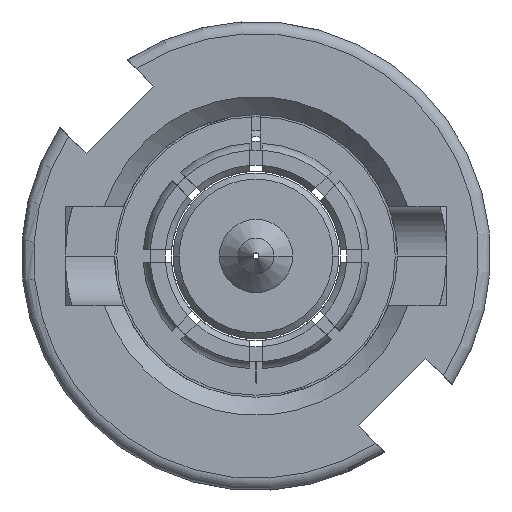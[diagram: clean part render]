
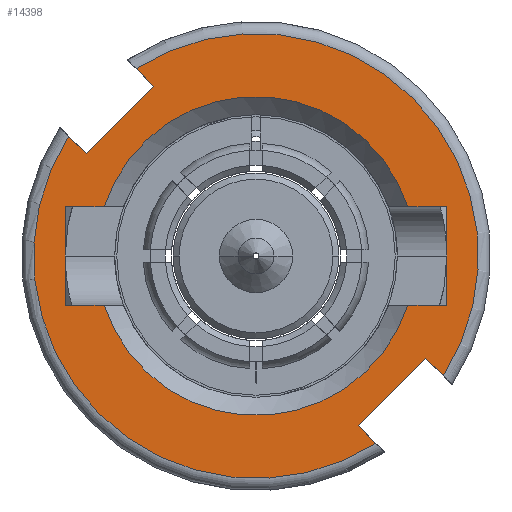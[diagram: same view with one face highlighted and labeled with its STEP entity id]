
A CAD part, left-side view. The second image highlights one B-rep face of the part: STEP entity #14398.
In plain terms, the highlighted planar face has unit normal (-1, 0, 0).
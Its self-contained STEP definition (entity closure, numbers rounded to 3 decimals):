
#3055=CARTESIAN_POINT('',(-13.15,0.,0.));
#3056=DIRECTION('',(1.,0.,0.));
#3057=DIRECTION('',(0.,-0.952,-0.307));
#3058=AXIS2_PLACEMENT_3D('',#3055,#3056,#3057);
#3060=DIRECTION('',(0.,0.,-1.));
#3061=VECTOR('',#3060,1.62);
#3062=CARTESIAN_POINT('',(-13.15,-3.15,0.81));
#3063=LINE('',#3062,#3061);
#3064=CARTESIAN_POINT('',(-13.15,0.,0.));
#3065=DIRECTION('',(1.,0.,0.));
#3066=DIRECTION('',(0.,0.952,0.307));
#3067=AXIS2_PLACEMENT_3D('',#3064,#3065,#3066);
#3069=DIRECTION('',(0.,0.,1.));
#3070=VECTOR('',#3069,1.62);
#3071=CARTESIAN_POINT('',(-13.15,3.15,-0.81));
#3072=LINE('',#3071,#3070);
#3073=DIRECTION('',(0.,0.707,0.707));
#3074=VECTOR('',#3073,0.414);
#3075=CARTESIAN_POINT('',(-13.15,-3.096,-1.979));
#3076=LINE('',#3075,#3074);
#3077=DIRECTION('',(0.,0.707,-0.707));
#3078=VECTOR('',#3077,1.58);
#3079=CARTESIAN_POINT('',(-13.15,-2.804,-1.686));
#3080=LINE('',#3079,#3078);
#3081=DIRECTION('',(0.,-0.707,-0.707));
#3082=VECTOR('',#3081,0.414);
#3083=CARTESIAN_POINT('',(-13.15,-1.686,-2.804));
#3084=LINE('',#3083,#3082);
#3085=DIRECTION('',(0.,-0.707,-0.707));
#3086=VECTOR('',#3085,0.414);
#3087=CARTESIAN_POINT('',(-13.15,3.096,1.979));
#3088=LINE('',#3087,#3086);
#3089=DIRECTION('',(0.,-0.707,0.707));
#3090=VECTOR('',#3089,1.58);
#3091=CARTESIAN_POINT('',(-13.15,2.804,1.686));
#3092=LINE('',#3091,#3090);
#3093=DIRECTION('',(0.,0.707,0.707));
#3094=VECTOR('',#3093,0.414);
#3095=CARTESIAN_POINT('',(-13.15,1.686,2.804));
#3096=LINE('',#3095,#3094);
#3097=CARTESIAN_POINT('',(-13.15,2.507,
-0.81));
#3103=DIRECTION('',(0.,1.,0.));
#3104=VECTOR('',#3103,0.643);
#3105=CARTESIAN_POINT('',(-13.15,2.507,
-0.81));
#3106=LINE('',#3105,#3104);
#3115=CARTESIAN_POINT('',(-13.15,-2.507,
-0.81));
#3125=DIRECTION('',(0.,1.,0.));
#3126=VECTOR('',#3125,0.643);
#3127=CARTESIAN_POINT('',(-13.15,-3.15,-0.81));
#3128=LINE('',#3127,#3126);
#3133=CARTESIAN_POINT('',(-13.15,-2.507,
0.81));
#3139=DIRECTION('',(0.,-1.,0.));
#3140=VECTOR('',#3139,0.643);
#3141=CARTESIAN_POINT('',(-13.15,-2.507,
0.81));
#3142=LINE('',#3141,#3140);
#3151=CARTESIAN_POINT('',(-13.15,2.507,
0.81));
#3161=DIRECTION('',(0.,-1.,0.));
#3162=VECTOR('',#3161,0.643);
#3163=CARTESIAN_POINT('',(-13.15,3.15,0.81));
#3164=LINE('',#3163,#3162);
#9004=CARTESIAN_POINT('',(-13.15,0.,0.));
#9005=DIRECTION('',(-1.,0.,0.));
#9006=DIRECTION('',(0.,0.843,0.539));
#9007=AXIS2_PLACEMENT_3D('',#9004,#9005,#9006);
#9052=CARTESIAN_POINT('',(-13.15,0.,0.));
#9053=DIRECTION('',(-1.,0.,0.));
#9054=DIRECTION('',(0.,-0.843,-0.539));
#9055=AXIS2_PLACEMENT_3D('',#9052,#9053,#9054);
#12587=VERTEX_POINT('',#3097);
#12591=VERTEX_POINT('',#3115);
#12592=VERTEX_POINT('',#3133);
#12596=VERTEX_POINT('',#3151);
#12637=CARTESIAN_POINT('',(-13.15,-2.804,-1.686));
#12639=VERTEX_POINT('',#12637);
#12641=CARTESIAN_POINT('',(-13.15,-1.686,-2.804));
#12643=VERTEX_POINT('',#12641);
#12645=CARTESIAN_POINT('',(-13.15,2.804,1.686));
#12647=VERTEX_POINT('',#12645);
#12649=CARTESIAN_POINT('',(-13.15,1.686,2.804));
#12651=VERTEX_POINT('',#12649);
#12657=CARTESIAN_POINT('',(-13.15,-3.096,-1.979));
#12658=VERTEX_POINT('',#12657);
#12659=CARTESIAN_POINT('',(-13.15,-1.979,-3.096));
#12660=VERTEX_POINT('',#12659);
#12661=CARTESIAN_POINT('',(-13.15,3.096,1.979));
#12662=VERTEX_POINT('',#12661);
#12663=CARTESIAN_POINT('',(-13.15,1.979,3.096));
#12664=VERTEX_POINT('',#12663);
#12689=CARTESIAN_POINT('',(-13.15,3.15,-0.81));
#12690=CARTESIAN_POINT('',(-13.15,3.15,0.81));
#12691=VERTEX_POINT('',#12689);
#12692=VERTEX_POINT('',#12690);
#12693=CARTESIAN_POINT('',(-13.15,-3.15,0.81));
#12694=CARTESIAN_POINT('',(-13.15,-3.15,-0.81));
#12695=VERTEX_POINT('',#12693);
#12696=VERTEX_POINT('',#12694);
#14357=CARTESIAN_POINT('',(-13.15,0.,0.));
#14358=DIRECTION('',(-1.,0.,0.));
#14359=DIRECTION('',(0.,-1.,0.));
#14360=AXIS2_PLACEMENT_3D('',#14357,#14358,#14359);
#14361=PLANE('',#14360);
#14363=ORIENTED_EDGE('',*,*,#14362,.T.);
#14365=ORIENTED_EDGE('',*,*,#14364,.T.);
#14367=ORIENTED_EDGE('',*,*,#14366,.T.);
#14369=ORIENTED_EDGE('',*,*,#14368,.F.);
#14371=ORIENTED_EDGE('',*,*,#14370,.T.);
#14373=ORIENTED_EDGE('',*,*,#14372,.T.);
#14375=ORIENTED_EDGE('',*,*,#14374,.T.);
#14377=ORIENTED_EDGE('',*,*,#14376,.F.);
#14378=EDGE_LOOP('',(#14363,#14365,#14367,#14369,#14371,#14373,#14375,#14377));
#14379=FACE_OUTER_BOUND('',#14378,.F.);
#14381=ORIENTED_EDGE('',*,*,#14380,.F.);
#14383=ORIENTED_EDGE('',*,*,#14382,.F.);
#14385=ORIENTED_EDGE('',*,*,#14384,.F.);
#14387=ORIENTED_EDGE('',*,*,#14386,.F.);
#14389=ORIENTED_EDGE('',*,*,#14388,.F.);
#14391=ORIENTED_EDGE('',*,*,#14390,.F.);
#14393=ORIENTED_EDGE('',*,*,#14392,.F.);
#14395=ORIENTED_EDGE('',*,*,#14394,.F.);
#14396=EDGE_LOOP('',(#14381,#14383,#14385,#14387,#14389,#14391,#14393,#14395));
#14397=FACE_BOUND('',#14396,.F.);
#3059=CIRCLE('',#3058,2.635);
#3068=CIRCLE('',#3067,2.635);
#9008=CIRCLE('',#9007,3.675);
#9056=CIRCLE('',#9055,3.675);
#14362=EDGE_CURVE('',#12658,#12639,#3076,.T.);
#14364=EDGE_CURVE('',#12639,#12643,#3080,.T.);
#14366=EDGE_CURVE('',#12643,#12660,#3084,.T.);
#14368=EDGE_CURVE('',#12662,#12660,#9008,.T.);
#14370=EDGE_CURVE('',#12662,#12647,#3088,.T.);
#14372=EDGE_CURVE('',#12647,#12651,#3092,.T.);
#14374=EDGE_CURVE('',#12651,#12664,#3096,.T.);
#14376=EDGE_CURVE('',#12658,#12664,#9056,.T.);
#14380=EDGE_CURVE('',#12591,#12587,#3059,.T.);
#14382=EDGE_CURVE('',#12696,#12591,#3128,.T.);
#14384=EDGE_CURVE('',#12695,#12696,#3063,.T.);
#14386=EDGE_CURVE('',#12592,#12695,#3142,.T.);
#14388=EDGE_CURVE('',#12596,#12592,#3068,.T.);
#14390=EDGE_CURVE('',#12692,#12596,#3164,.T.);
#14392=EDGE_CURVE('',#12691,#12692,#3072,.T.);
#14394=EDGE_CURVE('',#12587,#12691,#3106,.T.);
#14398=ADVANCED_FACE('',(#14379,#14397),#14361,.T.);
